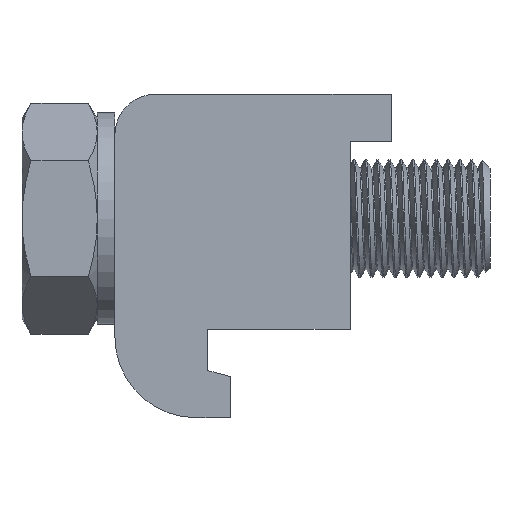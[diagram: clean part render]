
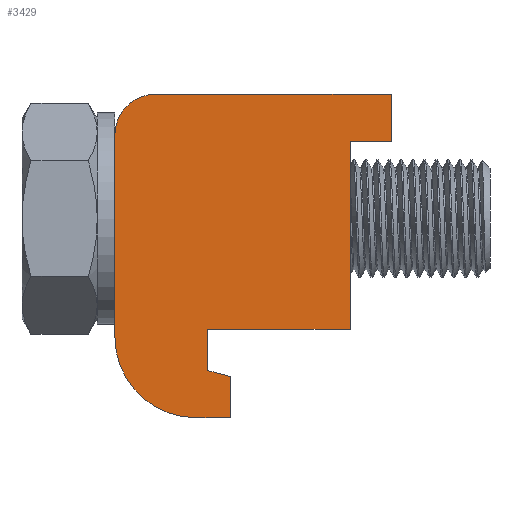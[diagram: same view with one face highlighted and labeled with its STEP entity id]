
A CAD part, left-side view. The second image highlights one B-rep face of the part: STEP entity #3429.
In plain terms, the highlighted planar face has unit normal (-1, 0, 0).
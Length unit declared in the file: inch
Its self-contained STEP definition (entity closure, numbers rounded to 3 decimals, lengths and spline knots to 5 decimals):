
#159 = VECTOR ( 'NONE', #6860, 39.37008 ) ;
#528 = DIRECTION ( 'NONE',  ( 1., 0., 0. ) ) ;
#766 = DIRECTION ( 'NONE',  ( 0., -1., 0. ) ) ;
#790 = CARTESIAN_POINT ( 'NONE',  ( -0.37402, -0.31496, -0.37106 ) ) ;
#834 = DIRECTION ( 'NONE',  ( 0., 1., 0. ) ) ;
#896 = VECTOR ( 'NONE', #8522, 39.37008 ) ;
#916 = CARTESIAN_POINT ( 'NONE',  ( -0.37402, 0.08465, -0.66634 ) ) ;
#917 = LINE ( 'NONE', #1607, #3561 ) ;
#920 = VECTOR ( 'NONE', #1699, 39.37008 ) ;
#993 = EDGE_CURVE ( 'NONE', #3701, #6536, #1799, .T. ) ;
#1063 = LINE ( 'NONE', #8513, #920 ) ;
#1072 = LINE ( 'NONE', #5521, #896 ) ;
#1143 = CARTESIAN_POINT ( 'NONE',  ( -0.37402, 0.20177, -0.66634 ) ) ;
#1244 = CARTESIAN_POINT ( 'NONE',  ( -0.37402, 0.16142, -0.50842 ) ) ;
#1349 = EDGE_CURVE ( 'NONE', #6435, #3701, #7322, .T. ) ;
#1486 = CARTESIAN_POINT ( 'NONE',  ( -0.37402, 0.08465, -0.52899 ) ) ;
#1566 = LINE ( 'NONE', #7386, #2400 ) ;
#1607 = CARTESIAN_POINT ( 'NONE',  ( -0.37402, 0.16142, -0.50842 ) ) ;
#1631 = DIRECTION ( 'NONE',  ( 0., 0., -1. ) ) ;
#1699 = DIRECTION ( 'NONE',  ( 0., 1., 0. ) ) ;
#1799 = LINE ( 'NONE', #3407, #4031 ) ;
#1881 = AXIS2_PLACEMENT_3D ( 'NONE', #5252, #8247, #7552 ) ;
#1947 = DIRECTION ( 'NONE',  ( 0., 0., -1. ) ) ;
#2003 = VERTEX_POINT ( 'NONE', #6485 ) ;
#2065 = ORIENTED_EDGE ( 'NONE', *, *, #7849, .F. ) ;
#2190 = DIRECTION ( 'NONE',  ( 0., 0., 1. ) ) ;
#2295 = VECTOR ( 'NONE', #1631, 39.37008 ) ;
#2365 = ORIENTED_EDGE ( 'NONE', *, *, #7192, .F. ) ;
#2389 = CARTESIAN_POINT ( 'NONE',  ( -0.37402, 0.33711, 0.41634 ) ) ;
#2400 = VECTOR ( 'NONE', #9608, 39.37008 ) ;
#2514 = ORIENTED_EDGE ( 'NONE', *, *, #4682, .F. ) ;
#2707 = AXIS2_PLACEMENT_3D ( 'NONE', #9298, #528, #9342 ) ;
#2799 = VERTEX_POINT ( 'NONE', #1244 ) ;
#3021 = VERTEX_POINT ( 'NONE', #1486 ) ;
#3028 = EDGE_CURVE ( 'NONE', #3166, #2799, #7501, .T. ) ;
#3166 = VERTEX_POINT ( 'NONE', #6809 ) ;
#3407 = CARTESIAN_POINT ( 'NONE',  ( -0.37402, -0.45276, 0.41634 ) ) ;
#3429 = ADVANCED_FACE ( 'NONE', ( #9014 ), #9656, .F. ) ;
#3472 = ORIENTED_EDGE ( 'NONE', *, *, #6130, .F. ) ;
#3561 = VECTOR ( 'NONE', #6739, 39.37008 ) ;
#3701 = VERTEX_POINT ( 'NONE', #7040 ) ;
#3827 = CARTESIAN_POINT ( 'NONE',  ( -0.37402, 0.16142, -0.37106 ) ) ;
#3952 = EDGE_CURVE ( 'NONE', #3021, #4677, #5640, .T. ) ;
#4031 = VECTOR ( 'NONE', #1947, 39.37008 ) ;
#4079 = LINE ( 'NONE', #8345, #159 ) ;
#4508 = CARTESIAN_POINT ( 'NONE',  ( -0.37402, 0.20177, -0.39567 ) ) ;
#4677 = VERTEX_POINT ( 'NONE', #916 ) ;
#4682 = EDGE_CURVE ( 'NONE', #6461, #3166, #1063, .T. ) ;
#4817 = DIRECTION ( 'NONE',  ( 0., 0., -1. ) ) ;
#4877 = VERTEX_POINT ( 'NONE', #6881 ) ;
#4919 = VERTEX_POINT ( 'NONE', #1143 ) ;
#4970 = LINE ( 'NONE', #6627, #5745 ) ;
#5000 = ORIENTED_EDGE ( 'NONE', *, *, #9500, .F. ) ;
#5054 = ORIENTED_EDGE ( 'NONE', *, *, #8224, .F. ) ;
#5252 = CARTESIAN_POINT ( 'NONE',  ( -0.37402, 0.20177, -0.39567 ) ) ;
#5337 = CARTESIAN_POINT ( 'NONE',  ( -0.37402, -0.45276, 0.25886 ) ) ;
#5358 = ORIENTED_EDGE ( 'NONE', *, *, #993, .F. ) ;
#5521 = CARTESIAN_POINT ( 'NONE',  ( -0.37402, 0.20177, -0.66634 ) ) ;
#5540 = CARTESIAN_POINT ( 'NONE',  ( -0.37402, 0.47244, 0.281 ) ) ;
#5571 = ORIENTED_EDGE ( 'NONE', *, *, #3028, .F. ) ;
#5640 = LINE ( 'NONE', #8639, #6217 ) ;
#5745 = VECTOR ( 'NONE', #2190, 39.37008 ) ;
#5807 = EDGE_CURVE ( 'NONE', #2003, #6461, #1566, .T. ) ;
#5823 = ORIENTED_EDGE ( 'NONE', *, *, #3952, .F. ) ;
#5939 = CIRCLE ( 'NONE', #1881, 0.27067 ) ;
#6030 = AXIS2_PLACEMENT_3D ( 'NONE', #4508, #6064, #834 ) ;
#6064 = DIRECTION ( 'NONE',  ( 1., 0., 0. ) ) ;
#6130 = EDGE_CURVE ( 'NONE', #9468, #6435, #7389, .T. ) ;
#6217 = VECTOR ( 'NONE', #4817, 39.37008 ) ;
#6332 = EDGE_LOOP ( 'NONE', ( #8579, #3472, #5054, #9096, #2365, #5823, #2065, #5571, #2514, #6431, #5000, #5358 ) ) ;
#6431 = ORIENTED_EDGE ( 'NONE', *, *, #5807, .F. ) ;
#6435 = VERTEX_POINT ( 'NONE', #9017 ) ;
#6461 = VERTEX_POINT ( 'NONE', #790 ) ;
#6485 = CARTESIAN_POINT ( 'NONE',  ( -0.37402, -0.31496, 0.25886 ) ) ;
#6536 = VERTEX_POINT ( 'NONE', #5337 ) ;
#6627 = CARTESIAN_POINT ( 'NONE',  ( -0.37402, 0.47244, 0.281 ) ) ;
#6739 = DIRECTION ( 'NONE',  ( 0., -0.966, -0.259 ) ) ;
#6809 = CARTESIAN_POINT ( 'NONE',  ( -0.37402, 0.16142, -0.37106 ) ) ;
#6860 = DIRECTION ( 'NONE',  ( 0., 1., 0. ) ) ;
#6881 = CARTESIAN_POINT ( 'NONE',  ( -0.37402, 0.47244, -0.39567 ) ) ;
#6896 = VECTOR ( 'NONE', #766, 39.37008 ) ;
#7040 = CARTESIAN_POINT ( 'NONE',  ( -0.37402, -0.45276, 0.41634 ) ) ;
#7192 = EDGE_CURVE ( 'NONE', #4677, #4919, #1072, .T. ) ;
#7322 = LINE ( 'NONE', #2389, #6896 ) ;
#7386 = CARTESIAN_POINT ( 'NONE',  ( -0.37402, -0.31496, 0.25886 ) ) ;
#7389 = CIRCLE ( 'NONE', #2707, 0.13533 ) ;
#7501 = LINE ( 'NONE', #3827, #2295 ) ;
#7552 = DIRECTION ( 'NONE',  ( 0., 0., -1. ) ) ;
#7849 = EDGE_CURVE ( 'NONE', #2799, #3021, #917, .T. ) ;
#8224 = EDGE_CURVE ( 'NONE', #4877, #9468, #4970, .T. ) ;
#8247 = DIRECTION ( 'NONE',  ( 1., 0., 0. ) ) ;
#8345 = CARTESIAN_POINT ( 'NONE',  ( -0.37402, -0.45276, 0.25886 ) ) ;
#8513 = CARTESIAN_POINT ( 'NONE',  ( -0.37402, -0.31496, -0.37106 ) ) ;
#8522 = DIRECTION ( 'NONE',  ( 0., 1., 0. ) ) ;
#8579 = ORIENTED_EDGE ( 'NONE', *, *, #1349, .F. ) ;
#8639 = CARTESIAN_POINT ( 'NONE',  ( -0.37402, 0.08465, -0.52899 ) ) ;
#9014 = FACE_OUTER_BOUND ( 'NONE', #6332, .T. ) ;
#9017 = CARTESIAN_POINT ( 'NONE',  ( -0.37402, 0.33711, 0.41634 ) ) ;
#9096 = ORIENTED_EDGE ( 'NONE', *, *, #9282, .F. ) ;
#9282 = EDGE_CURVE ( 'NONE', #4919, #4877, #5939, .T. ) ;
#9298 = CARTESIAN_POINT ( 'NONE',  ( -0.37402, 0.33711, 0.281 ) ) ;
#9342 = DIRECTION ( 'NONE',  ( 0., 0., -1. ) ) ;
#9468 = VERTEX_POINT ( 'NONE', #5540 ) ;
#9500 = EDGE_CURVE ( 'NONE', #6536, #2003, #4079, .T. ) ;
#9608 = DIRECTION ( 'NONE',  ( 0., 0., -1. ) ) ;
#9656 = PLANE ( 'NONE',  #6030 ) ;
